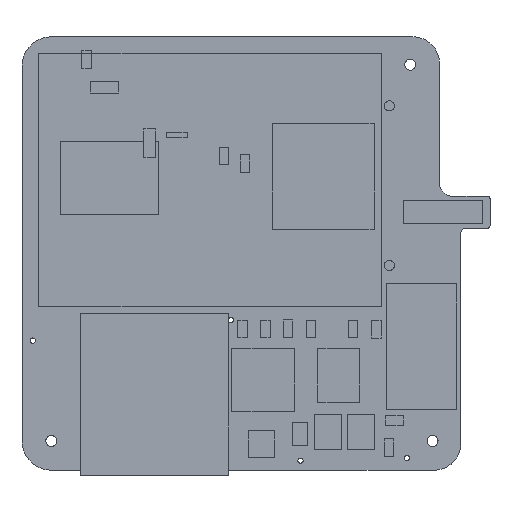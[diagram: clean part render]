
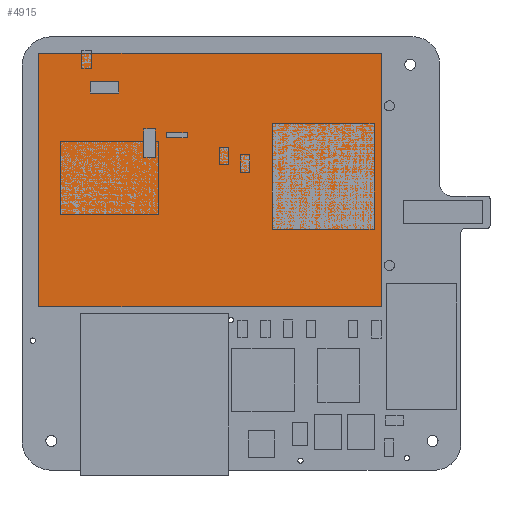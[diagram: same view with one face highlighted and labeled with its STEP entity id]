
A CAD part, top view. The second image highlights one B-rep face of the part: STEP entity #4915.
In plain terms, the highlighted planar face has unit normal (0, 0, 1).
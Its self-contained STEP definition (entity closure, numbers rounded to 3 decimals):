
#443=PLANE('',#5650);
#693=FACE_OUTER_BOUND('',#1139,.T.);
#1139=EDGE_LOOP('',(#4095,#4096,#4097,#4098));
#1425=LINE('',#8054,#1831);
#1428=LINE('',#8060,#1834);
#1431=LINE('',#8066,#1837);
#1434=LINE('',#8070,#1840);
#1831=VECTOR('',#6707,10.);
#1834=VECTOR('',#6712,10.);
#1837=VECTOR('',#6717,10.);
#1840=VECTOR('',#6722,10.);
#2531=VERTEX_POINT('',#8051);
#2532=VERTEX_POINT('',#8053);
#2534=VERTEX_POINT('',#8059);
#2536=VERTEX_POINT('',#8065);
#3073=EDGE_CURVE('',#2532,#2531,#1425,.T.);
#3076=EDGE_CURVE('',#2534,#2532,#1428,.T.);
#3079=EDGE_CURVE('',#2536,#2534,#1431,.T.);
#3082=EDGE_CURVE('',#2531,#2536,#1434,.T.);
#4095=ORIENTED_EDGE('',*,*,#3082,.T.);
#4096=ORIENTED_EDGE('',*,*,#3079,.T.);
#4097=ORIENTED_EDGE('',*,*,#3076,.T.);
#4098=ORIENTED_EDGE('',*,*,#3073,.T.);
#4915=ADVANCED_FACE('',(#693),#443,.T.);
#5650=AXIS2_PLACEMENT_3D('',#8071,#6723,#6724);
#6707=DIRECTION('',(-1.,0.,0.));
#6712=DIRECTION('',(0.,1.,0.));
#6717=DIRECTION('',(1.,0.,0.));
#6722=DIRECTION('',(0.,-1.,0.));
#6723=DIRECTION('center_axis',(0.,0.,1.));
#6724=DIRECTION('ref_axis',(1.,0.,0.));
#8051=CARTESIAN_POINT('',(-12.1,15.425,0.1));
#8053=CARTESIAN_POINT('',(12.1,15.425,0.1));
#8054=CARTESIAN_POINT('',(12.1,15.425,0.1));
#8059=CARTESIAN_POINT('',(12.1,-17.305,0.1));
#8060=CARTESIAN_POINT('',(12.1,-17.305,0.1));
#8065=CARTESIAN_POINT('',(-12.1,-17.305,0.1));
#8066=CARTESIAN_POINT('',(-12.1,-17.305,0.1));
#8070=CARTESIAN_POINT('',(-12.1,15.425,0.1));
#8071=CARTESIAN_POINT('Origin',(0.,-0.94,0.1));
